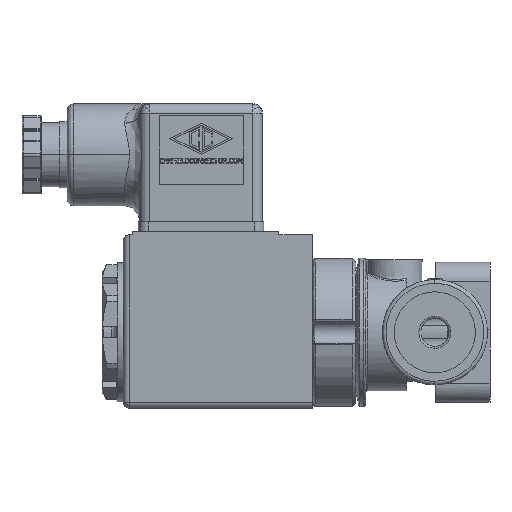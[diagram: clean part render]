
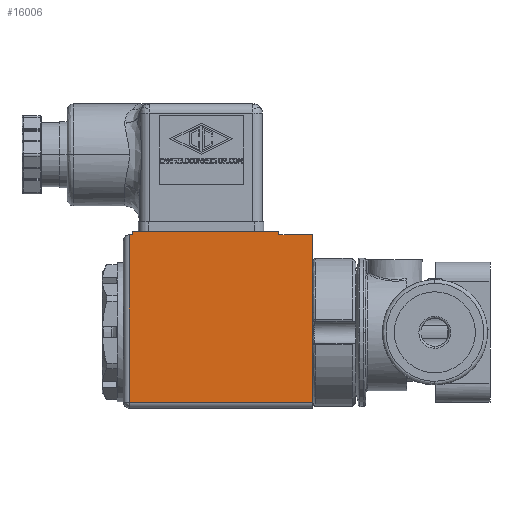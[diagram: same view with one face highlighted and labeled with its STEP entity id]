
A CAD part, left-side view. The second image highlights one B-rep face of the part: STEP entity #16006.
In plain terms, the highlighted planar face has unit normal (-1, 0, 0).
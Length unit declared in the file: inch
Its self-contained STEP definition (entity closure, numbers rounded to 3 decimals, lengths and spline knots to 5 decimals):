
#1287 = VERTEX_POINT ( 'NONE', #26822 ) ;
#1901 = CARTESIAN_POINT ( 'NONE',  ( -0.581, 2.545, 0.812 ) ) ;
#1928 = VERTEX_POINT ( 'NONE', #19306 ) ;
#1966 = CARTESIAN_POINT ( 'NONE',  ( -0.581, 2.518, 0.812 ) ) ;
#2734 = CARTESIAN_POINT ( 'NONE',  ( -0.581, 1.8075, 0.812 ) ) ;
#3525 = CARTESIAN_POINT ( 'NONE',  ( -0.581, 2.545, -0.632 ) ) ;
#4684 = VECTOR ( 'NONE', #45638, 39.37008 ) ;
#5438 = CARTESIAN_POINT ( 'NONE',  ( -0.581, 1.299, 0.8405 ) ) ;
#6853 = CARTESIAN_POINT ( 'NONE',  ( -0.581, 1.02, 0.812 ) ) ;
#6951 = LINE ( 'NONE', #3525, #28398 ) ;
#7224 = PLANE ( 'NONE',  #22332 ) ;
#7808 = VECTOR ( 'NONE', #49503, 39.37008 ) ;
#9211 = EDGE_CURVE ( 'NONE', #20584, #49203, #22288, .T. ) ;
#12435 = VERTEX_POINT ( 'NONE', #5438 ) ;
#13506 = LINE ( 'NONE', #32181, #44631 ) ;
#13650 = EDGE_LOOP ( 'NONE', ( #43831, #30732, #21544, #29272, #18561, #47241, #42762, #43159 ) ) ;
#15446 = VERTEX_POINT ( 'NONE', #6853 ) ;
#16006 = ADVANCED_FACE ( 'NONE', ( #39965 ), #7224, .T. ) ;
#16208 = DIRECTION ( 'NONE',  ( 0., 0., -1. ) ) ;
#17381 = LINE ( 'NONE', #31457, #7808 ) ;
#18561 = ORIENTED_EDGE ( 'NONE', *, *, #36118, .T. ) ;
#18693 = VECTOR ( 'NONE', #49542, 39.37008 ) ;
#19306 = CARTESIAN_POINT ( 'NONE',  ( -0.581, 2.545, -0.582 ) ) ;
#20507 = VECTOR ( 'NONE', #44779, 39.37008 ) ;
#20584 = VERTEX_POINT ( 'NONE', #1901 ) ;
#21508 = LINE ( 'NONE', #44479, #20507 ) ;
#21544 = ORIENTED_EDGE ( 'NONE', *, *, #53169, .F. ) ;
#22288 = LINE ( 'NONE', #2734, #18693 ) ;
#22332 = AXIS2_PLACEMENT_3D ( 'NONE', #58931, #44853, #45152 ) ;
#23856 = CARTESIAN_POINT ( 'NONE',  ( -0.581, 1.02, -0.582 ) ) ;
#26598 = CARTESIAN_POINT ( 'NONE',  ( -0.581, 2.518, 0.8405 ) ) ;
#26822 = CARTESIAN_POINT ( 'NONE',  ( -0.581, 1.299, 0.812 ) ) ;
#28398 = VECTOR ( 'NONE', #39988, 39.37008 ) ;
#29272 = ORIENTED_EDGE ( 'NONE', *, *, #42408, .F. ) ;
#30732 = ORIENTED_EDGE ( 'NONE', *, *, #58454, .T. ) ;
#31457 = CARTESIAN_POINT ( 'NONE',  ( -0.581, 2.518, 0.812 ) ) ;
#32078 = VECTOR ( 'NONE', #16208, 39.37008 ) ;
#32181 = CARTESIAN_POINT ( 'NONE',  ( -0.581, 1.41375, -0.582 ) ) ;
#33614 = VERTEX_POINT ( 'NONE', #26598 ) ;
#34283 = CARTESIAN_POINT ( 'NONE',  ( -0.581, 1.02, -0.632 ) ) ;
#34528 = CARTESIAN_POINT ( 'NONE',  ( -0.581, 1.02, 0.8405 ) ) ;
#34805 = DIRECTION ( 'NONE',  ( 0., 1., 0. ) ) ;
#36118 = EDGE_CURVE ( 'NONE', #15446, #1287, #21508, .T. ) ;
#37883 = VECTOR ( 'NONE', #34805, 39.37008 ) ;
#39965 = FACE_OUTER_BOUND ( 'NONE', #13650, .T. ) ;
#39988 = DIRECTION ( 'NONE',  ( 0., 0., -1. ) ) ;
#42408 = EDGE_CURVE ( 'NONE', #15446, #49886, #48346, .T. ) ;
#42762 = ORIENTED_EDGE ( 'NONE', *, *, #54462, .T. ) ;
#43159 = ORIENTED_EDGE ( 'NONE', *, *, #50124, .F. ) ;
#43831 = ORIENTED_EDGE ( 'NONE', *, *, #9211, .F. ) ;
#44479 = CARTESIAN_POINT ( 'NONE',  ( -0.581, 1.02, 0.812 ) ) ;
#44631 = VECTOR ( 'NONE', #60325, 39.37008 ) ;
#44779 = DIRECTION ( 'NONE',  ( 0., 1., 0. ) ) ;
#44853 = DIRECTION ( 'NONE',  ( -1., 0., 0. ) ) ;
#45152 = DIRECTION ( 'NONE',  ( 0., 0., 1. ) ) ;
#45638 = DIRECTION ( 'NONE',  ( 0., 0., -1. ) ) ;
#47241 = ORIENTED_EDGE ( 'NONE', *, *, #54312, .F. ) ;
#48346 = LINE ( 'NONE', #34283, #32078 ) ;
#49203 = VERTEX_POINT ( 'NONE', #1966 ) ;
#49503 = DIRECTION ( 'NONE',  ( 0., 0., 1. ) ) ;
#49542 = DIRECTION ( 'NONE',  ( 0., -1., 0. ) ) ;
#49886 = VERTEX_POINT ( 'NONE', #23856 ) ;
#50124 = EDGE_CURVE ( 'NONE', #49203, #33614, #17381, .T. ) ;
#53169 = EDGE_CURVE ( 'NONE', #49886, #1928, #13506, .T. ) ;
#54312 = EDGE_CURVE ( 'NONE', #12435, #1287, #54525, .T. ) ;
#54462 = EDGE_CURVE ( 'NONE', #12435, #33614, #58097, .T. ) ;
#54525 = LINE ( 'NONE', #58546, #4684 ) ;
#58097 = LINE ( 'NONE', #34528, #37883 ) ;
#58454 = EDGE_CURVE ( 'NONE', #20584, #1928, #6951, .T. ) ;
#58546 = CARTESIAN_POINT ( 'NONE',  ( -0.581, 1.299, 0.812 ) ) ;
#58931 = CARTESIAN_POINT ( 'NONE',  ( -0.581, 1.02, -0.632 ) ) ;
#60325 = DIRECTION ( 'NONE',  ( 0., 1., 0. ) ) ;
